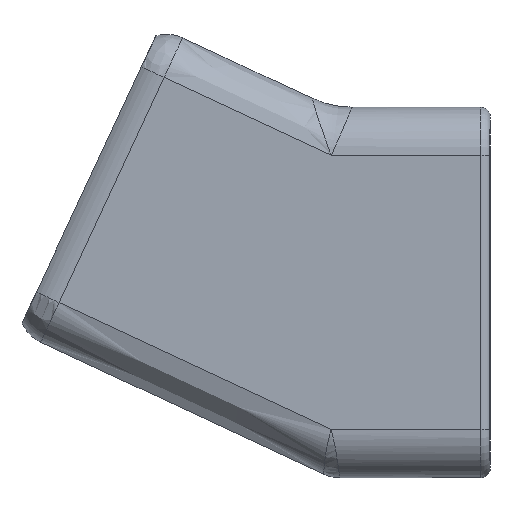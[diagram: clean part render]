
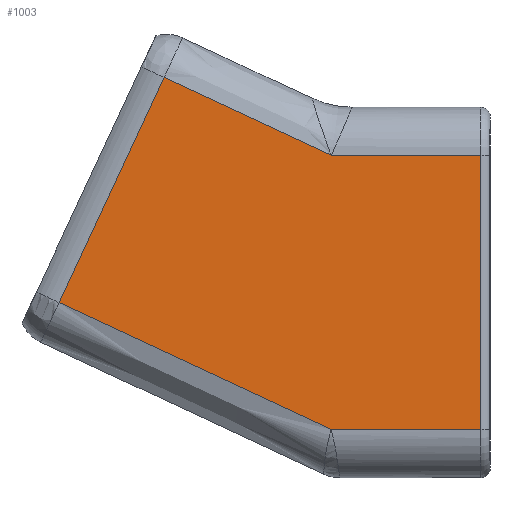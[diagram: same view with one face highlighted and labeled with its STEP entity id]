
A CAD part, left-side view. The second image highlights one B-rep face of the part: STEP entity #1003.
In plain terms, the highlighted planar face has unit normal (-1, 0, 0).
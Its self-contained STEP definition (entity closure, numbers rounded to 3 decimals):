
#28=PLANE('',#1122);
#139=FACE_OUTER_BOUND('',#207,.T.);
#207=EDGE_LOOP('',(#815,#816,#817,#818,#819,#820));
#262=LINE('',#1878,#320);
#267=LINE('',#1898,#325);
#269=LINE('',#1915,#327);
#270=LINE('',#1917,#328);
#271=LINE('',#1919,#329);
#272=LINE('',#1920,#330);
#320=VECTOR('',#1308,2.);
#325=VECTOR('',#1335,10.);
#327=VECTOR('',#1339,10.);
#328=VECTOR('',#1340,10.);
#329=VECTOR('',#1341,8.);
#330=VECTOR('',#1342,10.);
#455=VERTEX_POINT('',#1869);
#457=VERTEX_POINT('',#1877);
#461=VERTEX_POINT('',#1897);
#463=VERTEX_POINT('',#1914);
#464=VERTEX_POINT('',#1916);
#465=VERTEX_POINT('',#1918);
#572=EDGE_CURVE('',#455,#457,#262,.T.);
#583=EDGE_CURVE('',#457,#461,#267,.T.);
#586=EDGE_CURVE('',#455,#463,#269,.T.);
#587=EDGE_CURVE('',#463,#464,#270,.T.);
#588=EDGE_CURVE('',#465,#464,#271,.T.);
#589=EDGE_CURVE('',#461,#465,#272,.T.);
#815=ORIENTED_EDGE('',*,*,#572,.F.);
#816=ORIENTED_EDGE('',*,*,#586,.T.);
#817=ORIENTED_EDGE('',*,*,#587,.T.);
#818=ORIENTED_EDGE('',*,*,#588,.F.);
#819=ORIENTED_EDGE('',*,*,#589,.F.);
#820=ORIENTED_EDGE('',*,*,#583,.F.);
#1003=ADVANCED_FACE('',(#139),#28,.T.);
#1122=AXIS2_PLACEMENT_3D('',#1913,#1337,#1338);
#1308=DIRECTION('',(0.,0.,-1.));
#1335=DIRECTION('',(0.,1.,0.));
#1337=DIRECTION('center_axis',(-1.,0.,0.));
#1338=DIRECTION('ref_axis',(0.,0.,1.));
#1339=DIRECTION('',(0.,1.,0.));
#1340=DIRECTION('',(0.,0.906,0.423));
#1341=DIRECTION('',(0.,-0.423,0.906));
#1342=DIRECTION('',(0.,0.906,0.423));
#1869=CARTESIAN_POINT('',(-68.7,1.46,29.));
#1877=CARTESIAN_POINT('',(-68.7,1.46,-29.));
#1878=CARTESIAN_POINT('',(-68.7,1.46,-14.5));
#1897=CARTESIAN_POINT('',(-68.7,33.1,-29.));
#1898=CARTESIAN_POINT('',(-68.7,-0.5,-29.));
#1913=CARTESIAN_POINT('Origin',(-68.7,-0.5,-29.));
#1914=CARTESIAN_POINT('',(-68.7,33.1,29.));
#1915=CARTESIAN_POINT('',(-68.7,-0.5,29.));
#1916=CARTESIAN_POINT('',(-68.7,68.463,45.49));
#1917=CARTESIAN_POINT('',(-68.7,33.1,29.));
#1918=CARTESIAN_POINT('',(-68.7,90.679,-2.151));
#1919=CARTESIAN_POINT('',(-68.7,82.124,16.194));
#1920=CARTESIAN_POINT('',(-68.7,33.1,-29.));
